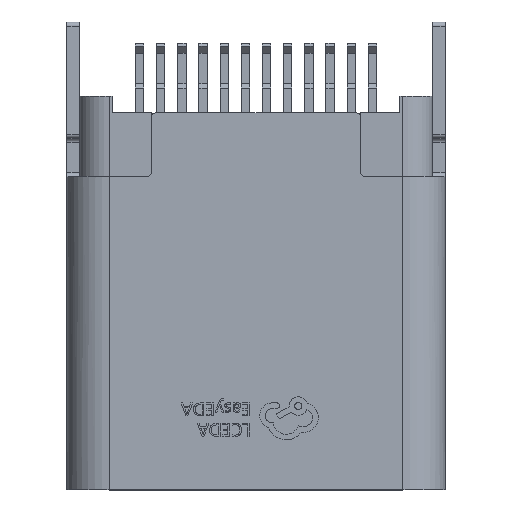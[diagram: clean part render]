
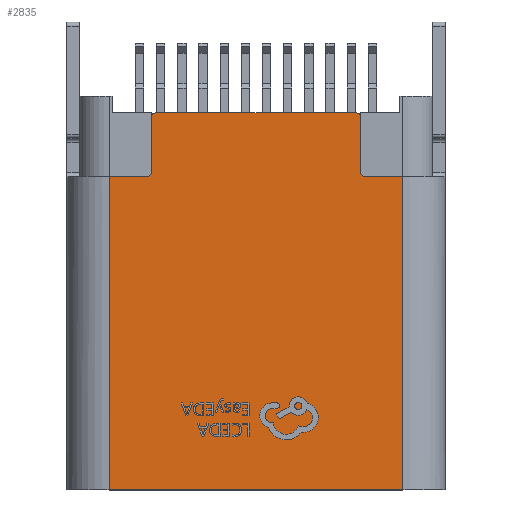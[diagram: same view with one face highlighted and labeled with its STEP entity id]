
A CAD part, top view. The second image highlights one B-rep face of the part: STEP entity #2835.
In plain terms, the highlighted planar face has unit normal (0, 0, 1).
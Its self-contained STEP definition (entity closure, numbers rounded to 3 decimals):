
#297 = CARTESIAN_POINT ( 'NONE',  ( -3.47, 4.45, 1.58 ) ) ;
#1185 = CARTESIAN_POINT ( 'NONE',  ( -2.37, 4.35, 1.58 ) ) ;
#1370 = DIRECTION ( 'NONE',  ( 1., 0., 0. ) ) ;
#1442 = EDGE_LOOP ( 'NONE', ( #18559, #21807, #18633, #14162, #26383, #16908, #23152, #6255, #12128, #10694, #28402, #31444 ) ) ;
#1809 = LINE ( 'NONE', #12256, #22014 ) ;
#2289 = VECTOR ( 'NONE', #1370, 1000. ) ;
#2429 = CARTESIAN_POINT ( 'NONE',  ( -2.47, 4.35, 1.58 ) ) ;
#2504 = VERTEX_POINT ( 'NONE', #27601 ) ;
#2561 = CIRCLE ( 'NONE', #11591, 0.1 ) ;
#2835 = ADVANCED_FACE ( 'NONE', ( #15003 ), #5366, .F. ) ;
#3843 = CARTESIAN_POINT ( 'NONE',  ( -3.47, -4.45, 1.58 ) ) ;
#3914 = AXIS2_PLACEMENT_3D ( 'NONE', #5240, #27422, #15038 ) ;
#4239 = DIRECTION ( 'NONE',  ( 1., 0., 0. ) ) ;
#4307 = CARTESIAN_POINT ( 'NONE',  ( 2.47, 4.35, 1.58 ) ) ;
#4395 = EDGE_CURVE ( 'NONE', #23300, #2504, #8376, .T. ) ;
#5020 = CARTESIAN_POINT ( 'NONE',  ( 2.37, 4.35, 1.58 ) ) ;
#5240 = CARTESIAN_POINT ( 'NONE',  ( -2.57, 3.05, 1.58 ) ) ;
#5364 = CARTESIAN_POINT ( 'NONE',  ( 2.57, 3.05, 1.58 ) ) ;
#5366 = PLANE ( 'NONE',  #10712 ) ;
#5697 = DIRECTION ( 'NONE',  ( 0., 1., 0. ) ) ;
#5770 = LINE ( 'NONE', #297, #25350 ) ;
#6220 = CIRCLE ( 'NONE', #9940, 0.1 ) ;
#6255 = ORIENTED_EDGE ( 'NONE', *, *, #7104, .F. ) ;
#6373 = VERTEX_POINT ( 'NONE', #19438 ) ;
#6391 = VECTOR ( 'NONE', #4239, 1000. ) ;
#6899 = EDGE_CURVE ( 'NONE', #23300, #25882, #10864, .T. ) ;
#7104 = EDGE_CURVE ( 'NONE', #15021, #14085, #18798, .T. ) ;
#7887 = DIRECTION ( 'NONE',  ( 0., 1., 0. ) ) ;
#8341 = DIRECTION ( 'NONE',  ( 0., 1., 0. ) ) ;
#8376 = LINE ( 'NONE', #20178, #18470 ) ;
#8913 = CARTESIAN_POINT ( 'NONE',  ( 2.47, 2.95, 1.58 ) ) ;
#8931 = EDGE_CURVE ( 'NONE', #6373, #10686, #6220, .T. ) ;
#9940 = AXIS2_PLACEMENT_3D ( 'NONE', #5364, #12703, #7887 ) ;
#10216 = DIRECTION ( 'NONE',  ( 0., 1., 0. ) ) ;
#10554 = VECTOR ( 'NONE', #27626, 1000. ) ;
#10686 = VERTEX_POINT ( 'NONE', #18905 ) ;
#10694 = ORIENTED_EDGE ( 'NONE', *, *, #8931, .T. ) ;
#10712 = AXIS2_PLACEMENT_3D ( 'NONE', #28206, #15811, #5697 ) ;
#10864 = CIRCLE ( 'NONE', #3914, 0.1 ) ;
#11038 = CARTESIAN_POINT ( 'NONE',  ( -2.37, 4.45, 1.58 ) ) ;
#11348 = LINE ( 'NONE', #3843, #2289 ) ;
#11591 = AXIS2_PLACEMENT_3D ( 'NONE', #1185, #26169, #8341 ) ;
#11929 = DIRECTION ( 'NONE',  ( 0., -1., 0. ) ) ;
#12128 = ORIENTED_EDGE ( 'NONE', *, *, #25643, .F. ) ;
#12256 = CARTESIAN_POINT ( 'NONE',  ( -3.47, 4.45, 1.58 ) ) ;
#12415 = VERTEX_POINT ( 'NONE', #26387 ) ;
#12681 = DIRECTION ( 'NONE',  ( 0., 0., 1. ) ) ;
#12703 = DIRECTION ( 'NONE',  ( 0., 0., -1. ) ) ;
#13506 = VERTEX_POINT ( 'NONE', #4307 ) ;
#13698 = AXIS2_PLACEMENT_3D ( 'NONE', #5020, #12681, #10216 ) ;
#14085 = VERTEX_POINT ( 'NONE', #17493 ) ;
#14162 = ORIENTED_EDGE ( 'NONE', *, *, #6899, .F. ) ;
#14880 = VERTEX_POINT ( 'NONE', #11038 ) ;
#15003 = FACE_OUTER_BOUND ( 'NONE', #1442, .T. ) ;
#15021 = VERTEX_POINT ( 'NONE', #20256 ) ;
#15038 = DIRECTION ( 'NONE',  ( 0., 1., 0. ) ) ;
#15652 = CARTESIAN_POINT ( 'NONE',  ( -2.47, 3.05, 1.58 ) ) ;
#15811 = DIRECTION ( 'NONE',  ( 0., 0., -1. ) ) ;
#16455 = EDGE_CURVE ( 'NONE', #2504, #27009, #1809, .T. ) ;
#16516 = LINE ( 'NONE', #28914, #30052 ) ;
#16832 = LINE ( 'NONE', #8913, #6391 ) ;
#16908 = ORIENTED_EDGE ( 'NONE', *, *, #16455, .T. ) ;
#17493 = CARTESIAN_POINT ( 'NONE',  ( 3.47, -4.45, 1.58 ) ) ;
#17809 = EDGE_CURVE ( 'NONE', #20580, #25882, #21546, .T. ) ;
#17908 = EDGE_CURVE ( 'NONE', #14880, #12415, #5770, .T. ) ;
#18038 = EDGE_CURVE ( 'NONE', #13506, #10686, #16516, .T. ) ;
#18188 = DIRECTION ( 'NONE',  ( 1., 0., 0. ) ) ;
#18470 = VECTOR ( 'NONE', #25133, 1000. ) ;
#18559 = ORIENTED_EDGE ( 'NONE', *, *, #17908, .F. ) ;
#18633 = ORIENTED_EDGE ( 'NONE', *, *, #17809, .T. ) ;
#18798 = LINE ( 'NONE', #25761, #28097 ) ;
#18905 = CARTESIAN_POINT ( 'NONE',  ( 2.47, 3.05, 1.58 ) ) ;
#19438 = CARTESIAN_POINT ( 'NONE',  ( 2.57, 2.95, 1.58 ) ) ;
#20178 = CARTESIAN_POINT ( 'NONE',  ( -2.47, 2.95, 1.58 ) ) ;
#20256 = CARTESIAN_POINT ( 'NONE',  ( 3.47, 2.95, 1.58 ) ) ;
#20580 = VERTEX_POINT ( 'NONE', #2429 ) ;
#21320 = DIRECTION ( 'NONE',  ( 0., -1., 0. ) ) ;
#21546 = LINE ( 'NONE', #22039, #10554 ) ;
#21807 = ORIENTED_EDGE ( 'NONE', *, *, #32744, .F. ) ;
#22014 = VECTOR ( 'NONE', #11929, 1000. ) ;
#22039 = CARTESIAN_POINT ( 'NONE',  ( -2.47, 4.45, 1.58 ) ) ;
#23152 = ORIENTED_EDGE ( 'NONE', *, *, #27613, .T. ) ;
#23300 = VERTEX_POINT ( 'NONE', #31896 ) ;
#24926 = EDGE_CURVE ( 'NONE', #13506, #12415, #27962, .T. ) ;
#25133 = DIRECTION ( 'NONE',  ( -1., 0., 0. ) ) ;
#25350 = VECTOR ( 'NONE', #18188, 1000. ) ;
#25643 = EDGE_CURVE ( 'NONE', #6373, #15021, #16832, .T. ) ;
#25761 = CARTESIAN_POINT ( 'NONE',  ( 3.47, 4.45, 1.58 ) ) ;
#25882 = VERTEX_POINT ( 'NONE', #15652 ) ;
#26169 = DIRECTION ( 'NONE',  ( 0., 0., -1. ) ) ;
#26383 = ORIENTED_EDGE ( 'NONE', *, *, #4395, .T. ) ;
#26387 = CARTESIAN_POINT ( 'NONE',  ( 2.37, 4.45, 1.58 ) ) ;
#26598 = DIRECTION ( 'NONE',  ( 0., -1., 0. ) ) ;
#27009 = VERTEX_POINT ( 'NONE', #29376 ) ;
#27422 = DIRECTION ( 'NONE',  ( 0., 0., 1. ) ) ;
#27601 = CARTESIAN_POINT ( 'NONE',  ( -3.47, 2.95, 1.58 ) ) ;
#27613 = EDGE_CURVE ( 'NONE', #27009, #14085, #11348, .T. ) ;
#27626 = DIRECTION ( 'NONE',  ( 0., -1., 0. ) ) ;
#27962 = CIRCLE ( 'NONE', #13698, 0.1 ) ;
#28097 = VECTOR ( 'NONE', #21320, 1000. ) ;
#28206 = CARTESIAN_POINT ( 'NONE',  ( -3.47, 4.45, 1.58 ) ) ;
#28402 = ORIENTED_EDGE ( 'NONE', *, *, #18038, .F. ) ;
#28914 = CARTESIAN_POINT ( 'NONE',  ( 2.47, 4.45, 1.58 ) ) ;
#29376 = CARTESIAN_POINT ( 'NONE',  ( -3.47, -4.45, 1.58 ) ) ;
#30052 = VECTOR ( 'NONE', #26598, 1000. ) ;
#31444 = ORIENTED_EDGE ( 'NONE', *, *, #24926, .T. ) ;
#31896 = CARTESIAN_POINT ( 'NONE',  ( -2.57, 2.95, 1.58 ) ) ;
#32744 = EDGE_CURVE ( 'NONE', #20580, #14880, #2561, .T. ) ;
